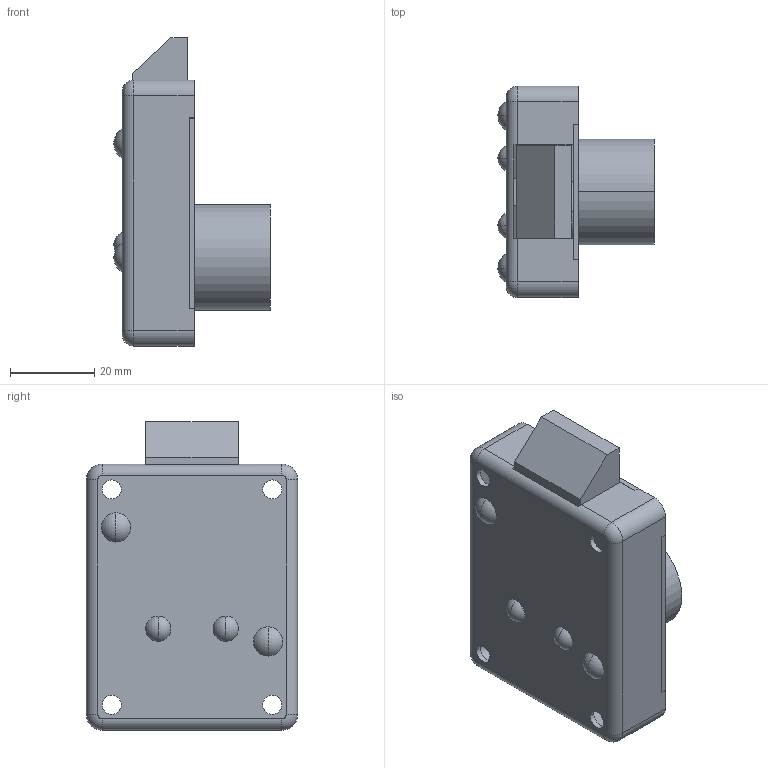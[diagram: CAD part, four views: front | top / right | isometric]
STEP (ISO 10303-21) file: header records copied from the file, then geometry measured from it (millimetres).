
FILE_DESCRIPTION (( 'STEP AP203' ), '1' );
FILE_NAME ('sone3D.STEP', '2015-04-10T00:44:55', ( '' ), ( '' ), 'SwSTEP 2.0', 'SolidWorks 2012', '' );
FILE_SCHEMA (( 'CONFIG_CONTROL_DESIGN' ));
Length unit declared in the file: millimetre
Products named in the file (8): C-133本体_; C-133-1カバー_; sone3D; 廫帤寠晅嶮偹偠M3_M3亊L6; C-133-1ピンC_; C-133-1ラッチ組立_; C-133-1ローター_; C-133-1僔儕儞僟乕働乕僗_
Assembly tree (9 placements, depth 2):
  sone3D
    C-133-1カバー_
    C-133本体_
    C-133-1僔儕儞僟乕働乕僗_
    C-133-1ローター_
    C-133-1ラッチ組立_
    C-133-1ピンC_  x2
    廫帤寠晅嶮偹偠M3_M3亊L6  x2
Bounding box: 37 x 50 x 73 mm (x, y, z)
Volume: 26665.5 mm3; surface area: 26821.2 mm2
Topology: 9 solids, 9 shells, 260 faces, 642 edges, 416 vertices
Faces by surface type: plane 137, cylinder 79, cone 20, sphere 12, torus 12
Entity records: 7464 total; most frequent: DIRECTION 1198, CARTESIAN_POINT 1127, ORIENTED_EDGE 1088, EDGE_CURVE 544, AXIS2_PLACEMENT_3D 424, VERTEX_POINT 353, VECTOR 350, LINE 350
